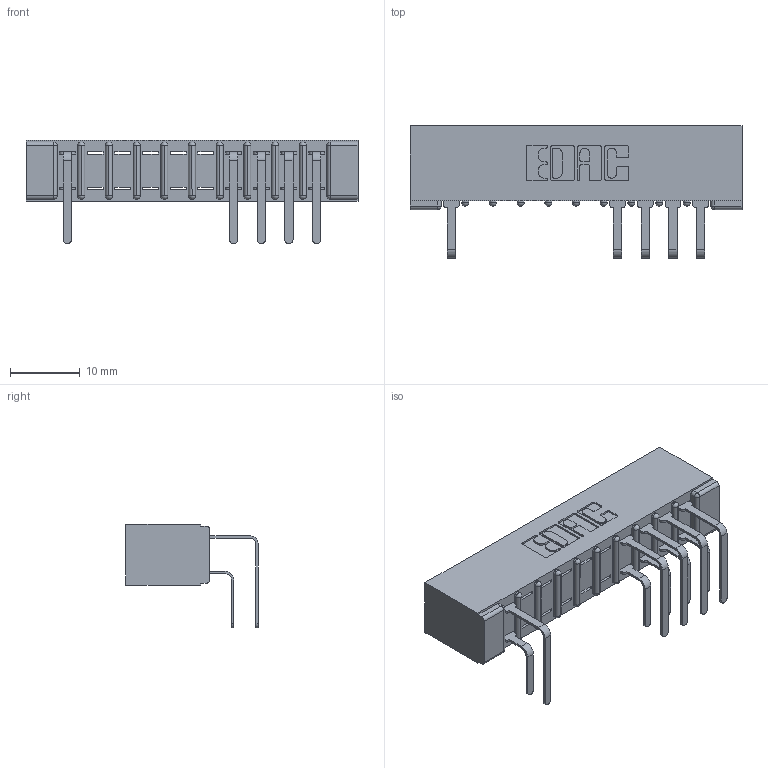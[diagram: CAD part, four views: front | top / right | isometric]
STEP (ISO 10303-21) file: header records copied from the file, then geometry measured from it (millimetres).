
FILE_DESCRIPTION (( 'STEP AP203' ), '1' );
FILE_NAME ('307-010-558-101.STEP', '2018-08-02T21:10:27', ( '' ), ( '' ), 'SwSTEP 2.0', 'SolidWorks 2016', '' );
FILE_SCHEMA (( 'CONFIG_CONTROL_DESIGN' ));
Length unit declared in the file: inch
Products named in the file (4): 307-290-001_558 - 2 (Single); 307-010-558-101; 307 Part_No Mounting Lugs; 307-290-001_558 559 - 1 (Single)
Assembly tree (11 placements, depth 2):
  307-010-558-101
    307 Part_No Mounting Lugs
    307-290-001_558 559 - 1 (Single)  x5
    307-290-001_558 - 2 (Single)  x5
Bounding box: 47.5 x 18.96 x 14.81 mm (x, y, z)
Volume: 3256.2 mm3; surface area: 5081.1 mm2
Topology: 11 solids, 11 shells, 721 faces, 2039 edges, 1314 vertices
Faces by surface type: plane 456, cylinder 243, sphere 22
Entity records: 13687 total; most frequent: CARTESIAN_POINT 2290, ORIENTED_EDGE 2274, DIRECTION 2245, EDGE_CURVE 1137, VECTOR 859, LINE 859, VERTEX_POINT 738, AXIS2_PLACEMENT_3D 693
